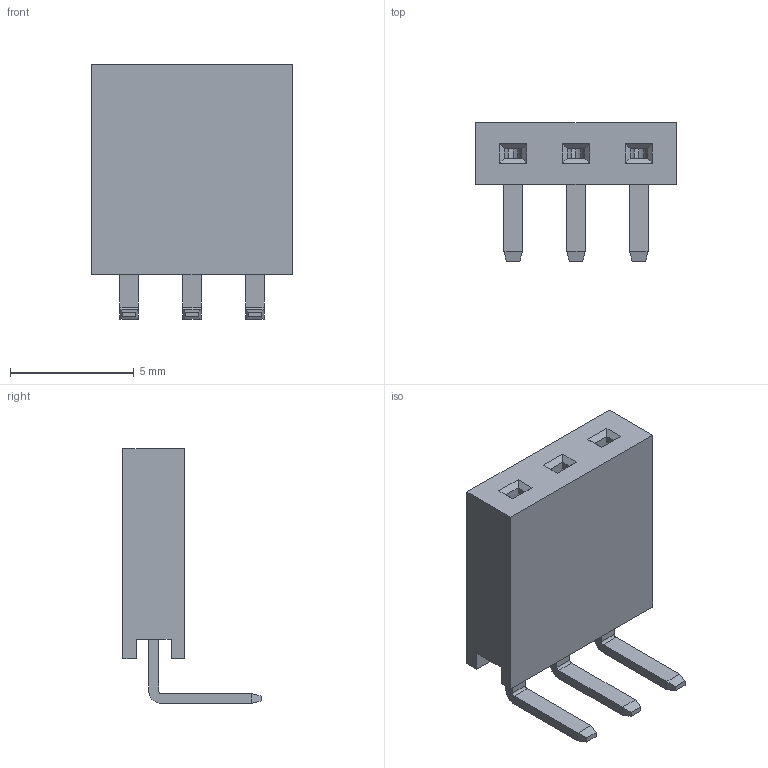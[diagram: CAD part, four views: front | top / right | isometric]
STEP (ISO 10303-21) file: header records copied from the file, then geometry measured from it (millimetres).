
FILE_DESCRIPTION( ( 'Unknown' ), '1' );
FILE_NAME( '613003143121.stp', 'Unknown', ( 'Unknown' ), ( 'Unknown' ), 'PSStep 14.0', 'Unknown', ' ' );
FILE_SCHEMA( ( 'AUTOMOTIVE_DESIGN { 1 0 10303 214 1 1 1 1 }' ) );
Length unit declared in the file: millimetre
Products named in the file (3): Assem1; 61300311821; 6130xx143121_PIN
Assembly tree (4 placements, depth 2):
  Assem1
    61300311821
    6130xx143121_PIN  x3
Bounding box: 8.12 x 5.59 x 10.3 mm (x, y, z)
Volume: 159.8 mm3; surface area: 452.4 mm2
Topology: 4 solids, 4 shells, 139 faces, 369 edges, 238 vertices
Faces by surface type: plane 121, cylinder 12, extrusion 6
Entity records: 3037 total; most frequent: CARTESIAN_POINT 445, ORIENTED_EDGE 406, DIRECTION 369, EDGE_CURVE 203, VECTOR 193, LINE 191, VERTEX_POINT 130, AXIS2_PLACEMENT_3D 88
